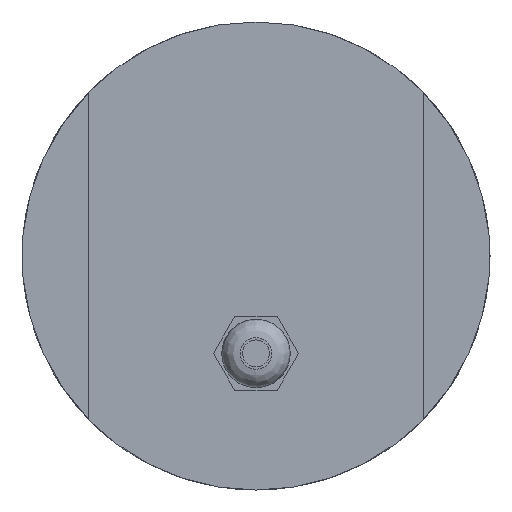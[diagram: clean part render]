
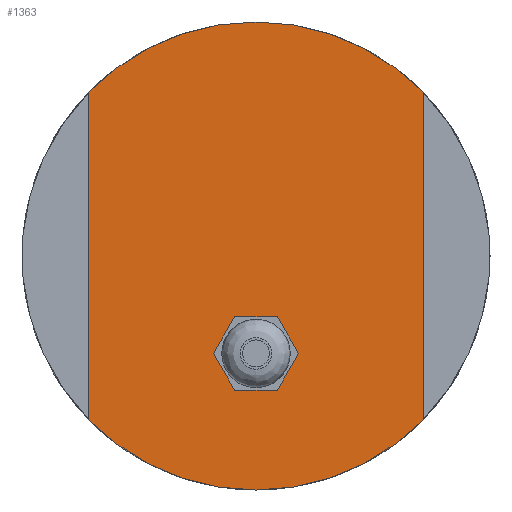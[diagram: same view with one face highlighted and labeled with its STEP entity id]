
A CAD part, left-side view. The second image highlights one B-rep face of the part: STEP entity #1363.
In plain terms, the highlighted planar face has unit normal (-1, 0, 0).
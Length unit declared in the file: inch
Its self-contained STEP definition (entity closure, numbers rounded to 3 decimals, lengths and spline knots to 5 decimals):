
#50=FACE_BOUND('',#263,.T.);
#103=PLANE('',#1520);
#178=FACE_OUTER_BOUND('',#262,.T.);
#262=EDGE_LOOP('',(#1259,#1260,#1261,#1262,#1263));
#263=EDGE_LOOP('',(#1264,#1265));
#369=LINE('',#2438,#481);
#373=LINE('',#2448,#485);
#481=VECTOR('',#1887,0.3937);
#485=VECTOR('',#1903,0.3937);
#501=CIRCLE('',#1418,0.19685);
#502=CIRCLE('',#1419,0.19685);
#523=CIRCLE('',#1452,1.75);
#525=CIRCLE('',#1454,1.75);
#527=CIRCLE('',#1456,1.75);
#592=VERTEX_POINT('',#2066);
#593=VERTEX_POINT('',#2067);
#634=VERTEX_POINT('',#2197);
#635=VERTEX_POINT('',#2199);
#638=VERTEX_POINT('',#2205);
#639=VERTEX_POINT('',#2207);
#642=VERTEX_POINT('',#2213);
#739=EDGE_CURVE('',#592,#593,#501,.T.);
#740=EDGE_CURVE('',#593,#592,#502,.T.);
#793=EDGE_CURVE('',#635,#634,#523,.T.);
#797=EDGE_CURVE('',#639,#638,#525,.T.);
#801=EDGE_CURVE('',#634,#642,#527,.T.);
#873=EDGE_CURVE('',#638,#635,#369,.T.);
#877=EDGE_CURVE('',#642,#639,#373,.T.);
#1259=ORIENTED_EDGE('',*,*,#873,.T.);
#1260=ORIENTED_EDGE('',*,*,#793,.T.);
#1261=ORIENTED_EDGE('',*,*,#801,.T.);
#1262=ORIENTED_EDGE('',*,*,#877,.T.);
#1263=ORIENTED_EDGE('',*,*,#797,.T.);
#1264=ORIENTED_EDGE('',*,*,#739,.T.);
#1265=ORIENTED_EDGE('',*,*,#740,.T.);
#1363=ADVANCED_FACE('',(#178,#50),#103,.F.);
#1418=AXIS2_PLACEMENT_3D('',#2068,#1642,#1643);
#1419=AXIS2_PLACEMENT_3D('',#2069,#1644,#1645);
#1452=AXIS2_PLACEMENT_3D('',#2200,#1738,#1739);
#1454=AXIS2_PLACEMENT_3D('',#2208,#1744,#1745);
#1456=AXIS2_PLACEMENT_3D('',#2215,#1750,#1751);
#1520=AXIS2_PLACEMENT_3D('',#2457,#1917,#1918);
#1642=DIRECTION('center_axis',(1.,0.,0.));
#1643=DIRECTION('ref_axis',(0.,-1.,0.));
#1644=DIRECTION('center_axis',(1.,0.,0.));
#1645=DIRECTION('ref_axis',(0.,-1.,0.));
#1738=DIRECTION('center_axis',(-1.,0.,0.));
#1739=DIRECTION('ref_axis',(0.,0.,-1.));
#1744=DIRECTION('center_axis',(-1.,0.,0.));
#1745=DIRECTION('ref_axis',(0.,0.,-1.));
#1750=DIRECTION('center_axis',(-1.,0.,0.));
#1751=DIRECTION('ref_axis',(0.,0.,-1.));
#1887=DIRECTION('',(0.,0.,1.));
#1903=DIRECTION('',(0.,0.,-1.));
#1917=DIRECTION('center_axis',(1.,0.,0.));
#1918=DIRECTION('ref_axis',(0.,0.,-1.));
#2066=CARTESIAN_POINT('',(-5.625,-0.19685,-0.72835));
#2067=CARTESIAN_POINT('',(-5.625,0.19685,-0.72835));
#2068=CARTESIAN_POINT('Origin',(-5.625,0.,-0.72835));
#2069=CARTESIAN_POINT('Origin',(-5.625,0.,-0.72835));
#2197=CARTESIAN_POINT('',(-5.625,0.,1.75));
#2199=CARTESIAN_POINT('',(-5.625,-1.25,1.22474));
#2200=CARTESIAN_POINT('Origin',(-5.625,0.,0.));
#2205=CARTESIAN_POINT('',(-5.625,-1.25,-1.22474));
#2207=CARTESIAN_POINT('',(-5.625,1.25,-1.22474));
#2208=CARTESIAN_POINT('Origin',(-5.625,0.,0.));
#2213=CARTESIAN_POINT('',(-5.625,1.25,1.22474));
#2215=CARTESIAN_POINT('Origin',(-5.625,0.,0.));
#2438=CARTESIAN_POINT('',(-5.625,-1.25,0.));
#2448=CARTESIAN_POINT('',(-5.625,1.25,0.));
#2457=CARTESIAN_POINT('Origin',(-5.625,0.,0.));
